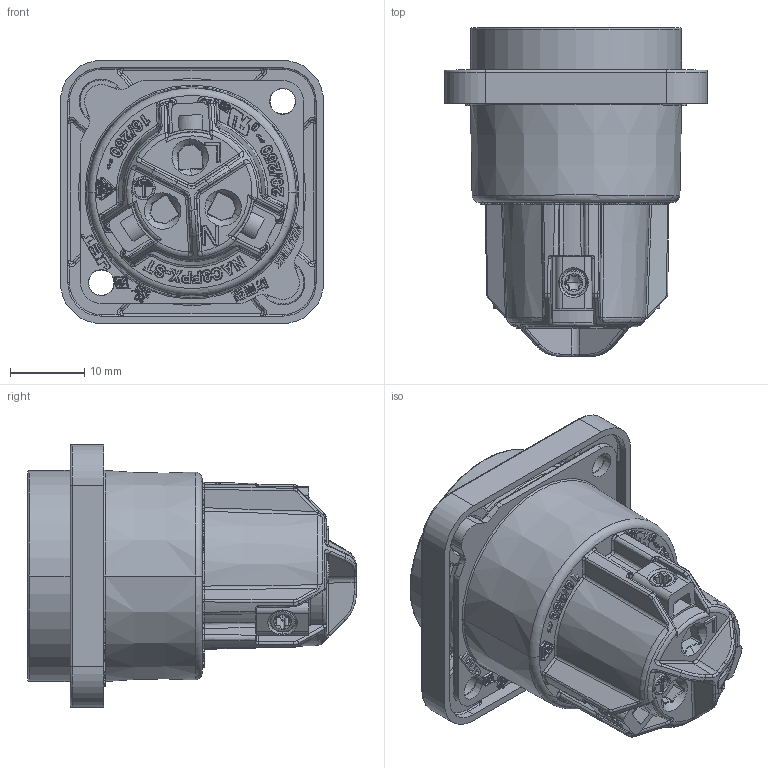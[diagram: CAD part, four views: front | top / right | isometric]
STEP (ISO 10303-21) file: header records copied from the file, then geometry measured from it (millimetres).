
FILE_DESCRIPTION((''),'2;1');
FILE_NAME('30009220','2023-10-25T15:58:08',('lob'),(''),'CREO PARAMETRIC BY PTC INC, 2021184','CREO PARAMETRIC BY PTC INC, 2021184','');
FILE_SCHEMA(('AP242_MANAGED_MODEL_BASED_3D_ENGINEERING_MIM_LF { 1 0 10303 442 1 1 4 }'));
Length unit declared in the file: millimetre
Products named in the file (1): 30009220
Bounding box: 35.4 x 44.2 x 35.4 mm (x, y, z)
Volume: 19045.8 mm3; surface area: 10546.1 mm2
Topology: 1 solids, 10 shells, 2810 faces, 8089 edges, 5421 vertices
Faces by surface type: plane 1282, bspline 599, cylinder 402, extrusion 233, cone 144, torus 137, sphere 13
Entity records: 114730 total; most frequent: CARTESIAN_POINT 43756, ORIENTED_EDGE 14850, DIRECTION 11031, EDGE_CURVE 7437, VERTEX_POINT 4747, VECTOR 4353, LINE 4120, AXIS2_PLACEMENT_3D 3339
